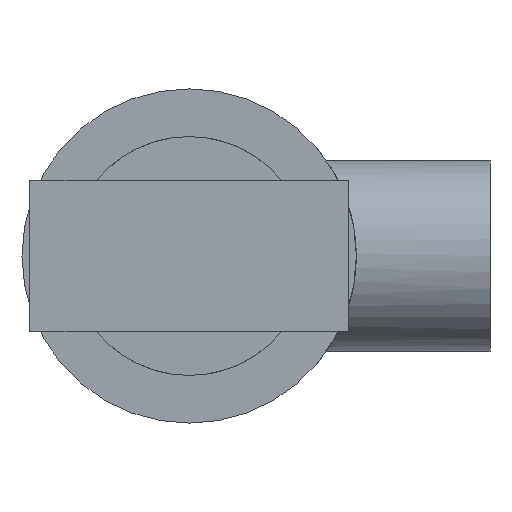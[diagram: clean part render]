
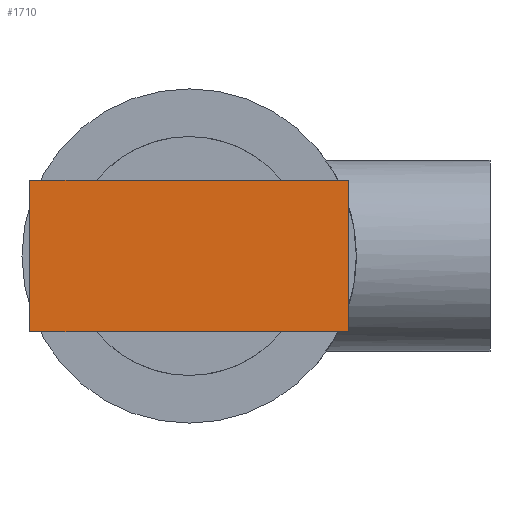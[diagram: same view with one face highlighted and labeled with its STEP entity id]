
A CAD part, front view. The second image highlights one B-rep face of the part: STEP entity #1710.
In plain terms, the highlighted planar face has unit normal (0, -1, 0).
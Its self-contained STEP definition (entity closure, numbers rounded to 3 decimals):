
#49 = VECTOR ( 'NONE', #720, 1000. ) ;
#88 = AXIS2_PLACEMENT_3D ( 'NONE', #742, #1342, #316 ) ;
#126 = LINE ( 'NONE', #421, #49 ) ;
#252 = VERTEX_POINT ( 'NONE', #1362 ) ;
#316 = DIRECTION ( 'NONE',  ( 0., 0., 1. ) ) ;
#370 = LINE ( 'NONE', #1565, #1238 ) ;
#421 = CARTESIAN_POINT ( 'NONE',  ( 20., -24.35, 9.5 ) ) ;
#428 = ORIENTED_EDGE ( 'NONE', *, *, #1170, .F. ) ;
#535 = DIRECTION ( 'NONE',  ( 0., 0., -1. ) ) ;
#552 = LINE ( 'NONE', #1745, #865 ) ;
#583 = CARTESIAN_POINT ( 'NONE',  ( -20., -24.35, 9.5 ) ) ;
#612 = PLANE ( 'NONE',  #88 ) ;
#634 = VERTEX_POINT ( 'NONE', #583 ) ;
#656 = ORIENTED_EDGE ( 'NONE', *, *, #1528, .T. ) ;
#672 = ORIENTED_EDGE ( 'NONE', *, *, #1150, .F. ) ;
#720 = DIRECTION ( 'NONE',  ( 0., 0., -1. ) ) ;
#742 = CARTESIAN_POINT ( 'NONE',  ( 20., -24.35, 9.5 ) ) ;
#865 = VECTOR ( 'NONE', #1006, 1000. ) ;
#917 = EDGE_LOOP ( 'NONE', ( #1434, #428, #672, #656 ) ) ;
#966 = EDGE_CURVE ( 'NONE', #634, #252, #370, .T. ) ;
#1006 = DIRECTION ( 'NONE',  ( -1., 0., 0. ) ) ;
#1104 = CARTESIAN_POINT ( 'NONE',  ( 20., -24.35, 9.5 ) ) ;
#1150 = EDGE_CURVE ( 'NONE', #1754, #1674, #126, .T. ) ;
#1170 = EDGE_CURVE ( 'NONE', #1674, #252, #1321, .T. ) ;
#1238 = VECTOR ( 'NONE', #535, 1000. ) ;
#1321 = LINE ( 'NONE', #1773, #1554 ) ;
#1342 = DIRECTION ( 'NONE',  ( 0., 1., 0. ) ) ;
#1362 = CARTESIAN_POINT ( 'NONE',  ( -20., -24.35, -9.5 ) ) ;
#1434 = ORIENTED_EDGE ( 'NONE', *, *, #966, .T. ) ;
#1486 = FACE_OUTER_BOUND ( 'NONE', #917, .T. ) ;
#1528 = EDGE_CURVE ( 'NONE', #1754, #634, #552, .T. ) ;
#1554 = VECTOR ( 'NONE', #1643, 1000. ) ;
#1565 = CARTESIAN_POINT ( 'NONE',  ( -20., -24.35, 9.5 ) ) ;
#1643 = DIRECTION ( 'NONE',  ( -1., 0., 0. ) ) ;
#1658 = CARTESIAN_POINT ( 'NONE',  ( 20., -24.35, -9.5 ) ) ;
#1674 = VERTEX_POINT ( 'NONE', #1658 ) ;
#1710 = ADVANCED_FACE ( 'NONE', ( #1486 ), #612, .F. ) ;
#1745 = CARTESIAN_POINT ( 'NONE',  ( 20., -24.35, 9.5 ) ) ;
#1754 = VERTEX_POINT ( 'NONE', #1104 ) ;
#1773 = CARTESIAN_POINT ( 'NONE',  ( 20., -24.35, -9.5 ) ) ;
